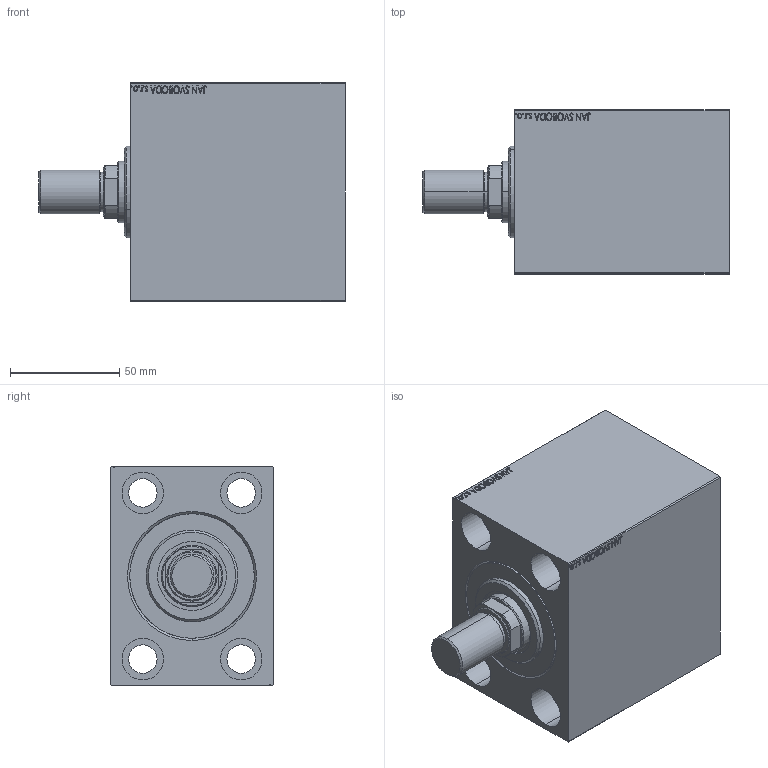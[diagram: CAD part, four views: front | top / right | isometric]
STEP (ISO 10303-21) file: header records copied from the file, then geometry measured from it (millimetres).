
FILE_DESCRIPTION (( 'STEP AP203' ), '1' );
FILE_NAME ('a614.STEP', '2023-07-10T04:04:59', ( '' ), ( '' ), 'SwSTEP 2.0', 'SolidWorks 2019', '' );
FILE_SCHEMA (( 'CONFIG_CONTROL_DESIGN' ));
Length unit declared in the file: millimetre
Products named in the file (5): V450CM_C_VCP bd118cd88fa781bcf0d11abb29a44379; V450CM_MALE_METRIC bd118cd88fa781bcf0d11abb29a44379; V450CM_VC_B bd118cd88fa781bcf0d11abb29a44379; V450CM_C_Body bd118cd88fa781bcf0d11abb29a44379; a614
Assembly tree (4 placements, depth 2):
  a614
    V450CM_C_Body bd118cd88fa781bcf0d11abb29a44379
    V450CM_C_VCP bd118cd88fa781bcf0d11abb29a44379
    V450CM_VC_B bd118cd88fa781bcf0d11abb29a44379
    V450CM_MALE_METRIC bd118cd88fa781bcf0d11abb29a44379
Bounding box: 140 x 75 x 100 mm (x, y, z)
Volume: 641636.1 mm3; surface area: 107687.8 mm2
Topology: 4 solids, 4 shells, 869 faces, 2216 edges, 1469 vertices
Faces by surface type: plane 411, bspline 380, cylinder 58, cone 18, torus 2
Entity records: 44149 total; most frequent: CARTESIAN_POINT 25059, ORIENTED_EDGE 4428, DIRECTION 2580, EDGE_CURVE 2214, VERTEX_POINT 1469, VECTOR 1304, LINE 1304, EDGE_LOOP 995
